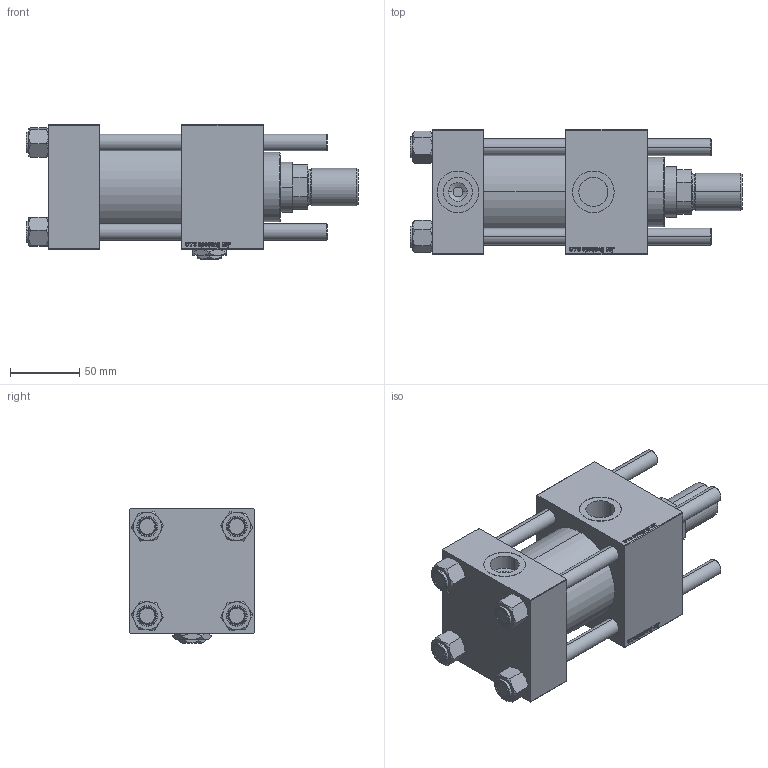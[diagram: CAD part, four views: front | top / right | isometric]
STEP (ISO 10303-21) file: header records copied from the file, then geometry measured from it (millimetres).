
FILE_DESCRIPTION (( 'STEP AP203' ), '1' );
FILE_NAME ('f0df.STEP', '2023-08-23T09:59:51', ( '' ), ( '' ), 'SwSTEP 2.0', 'SolidWorks 2019', '' );
FILE_SCHEMA (( 'CONFIG_CONTROL_DESIGN' ));
Length unit declared in the file: millimetre
Products named in the file (8): V215CR_B_TYCINKA 670dbea8786abbd8138c06b56f131bc0; V215CR_VCP_B 670dbea8786abbd8138c06b56f131bc0; V215CR_B-1 670dbea8786abbd8138c06b56f131bc0; f0df; Zatka_pro_OIL_PORT 670dbea8786abbd8138c06b56f131bc0; ROD_END_AH 670dbea8786abbd8138c06b56f131bc0; V215_VC_A 670dbea8786abbd8138c06b56f131bc0; NUT_M5_B 670dbea8786abbd8138c06b56f131bc0
Assembly tree (13 placements, depth 2):
  f0df
    V215CR_B-1 670dbea8786abbd8138c06b56f131bc0
    V215CR_VCP_B 670dbea8786abbd8138c06b56f131bc0
    NUT_M5_B 670dbea8786abbd8138c06b56f131bc0  x4
    V215CR_B_TYCINKA 670dbea8786abbd8138c06b56f131bc0  x4
    V215_VC_A 670dbea8786abbd8138c06b56f131bc0
    ROD_END_AH 670dbea8786abbd8138c06b56f131bc0
    Zatka_pro_OIL_PORT 670dbea8786abbd8138c06b56f131bc0
Bounding box: 239 x 90 x 97 mm (x, y, z)
Volume: 1018403.3 mm3; surface area: 206507.5 mm2
Topology: 13 solids, 13 shells, 1219 faces, 3073 edges, 1990 vertices
Faces by surface type: bspline 504, plane 459, cone 160, cylinder 86, torus 10
Entity records: 58945 total; most frequent: CARTESIAN_POINT 34631, ORIENTED_EDGE 5638, DIRECTION 3191, EDGE_CURVE 2819, VERTEX_POINT 1846, LINE 1491, VECTOR 1491, EDGE_LOOP 1229
